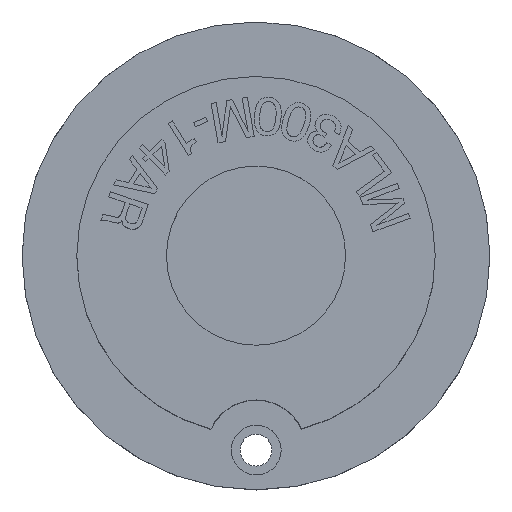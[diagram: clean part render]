
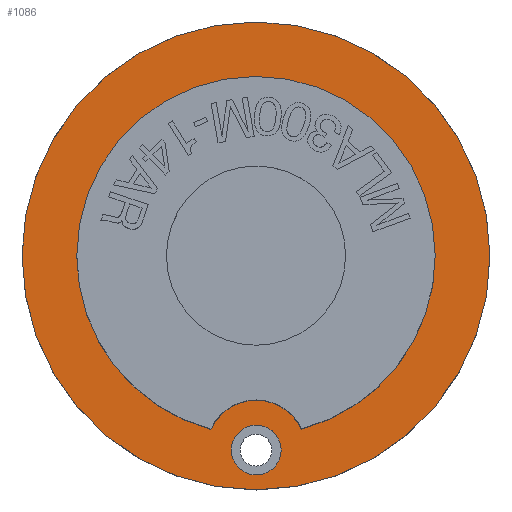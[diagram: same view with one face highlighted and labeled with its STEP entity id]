
A CAD part, top view. The second image highlights one B-rep face of the part: STEP entity #1086.
In plain terms, the highlighted planar face has unit normal (0, 0, 1).
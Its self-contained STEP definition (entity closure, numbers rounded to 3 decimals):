
#502 = VERTEX_POINT ( 'NONE', #2598 ) ;
#504 = EDGE_CURVE ( 'NONE', #511, #502, #2597, .T. ) ;
#511 = VERTEX_POINT ( 'NONE', #2586 ) ;
#556 = EDGE_CURVE ( 'NONE', #560, #558, #2691, .T. ) ;
#558 = VERTEX_POINT ( 'NONE', #2686 ) ;
#560 = VERTEX_POINT ( 'NONE', #2685 ) ;
#566 = EDGE_CURVE ( 'NONE', #567, #511, #2732, .T. ) ;
#567 = VERTEX_POINT ( 'NONE', #2727 ) ;
#1026 = VERTEX_POINT ( 'NONE', #4278 ) ;
#1028 = EDGE_CURVE ( 'NONE', #1035, #1026, #4277, .T. ) ;
#1035 = VERTEX_POINT ( 'NONE', #4325 ) ;
#1060 = ORIENTED_EDGE ( 'NONE', *, *, #1078, .F. ) ;
#1063 = EDGE_CURVE ( 'NONE', #502, #1083, #4351, .T. ) ;
#1070 = ORIENTED_EDGE ( 'NONE', *, *, #1063, .T. ) ;
#1071 = EDGE_LOOP ( 'NONE', ( #1060, #7000 ) ) ;
#1078 = EDGE_CURVE ( 'NONE', #558, #560, #4385, .T. ) ;
#1079 = EDGE_LOOP ( 'NONE', ( #1081, #1080, #1090, #1070 ) ) ;
#1080 = ORIENTED_EDGE ( 'NONE', *, *, #566, .T. ) ;
#1081 = ORIENTED_EDGE ( 'NONE', *, *, #1082, .F. ) ;
#1082 = EDGE_CURVE ( 'NONE', #567, #1083, #4381, .T. ) ;
#1083 = VERTEX_POINT ( 'NONE', #4376 ) ;
#1086 = ADVANCED_FACE ( 'NONE', ( #4375, #4374, #4373 ), #4372, .F. ) ;
#1090 = ORIENTED_EDGE ( 'NONE', *, *, #504, .T. ) ;
#1098 = EDGE_CURVE ( 'NONE', #1026, #1035, #4416, .T. ) ;
#2586 = CARTESIAN_POINT ( 'NONE',  ( -9., -0.01, 8.718 ) ) ;
#2593 = DIRECTION ( 'NONE',  ( -1., -0.001, 0. ) ) ;
#2594 = DIRECTION ( 'NONE',  ( 0., 0., -1. ) ) ;
#2595 = CARTESIAN_POINT ( 'NONE',  ( 0., 0., 8.718 ) ) ;
#2596 = AXIS2_PLACEMENT_3D ( 'NONE', #2595, #2594, #2593 ) ;
#2597 = CIRCLE ( 'NONE', #2596, 9. ) ;
#2598 = CARTESIAN_POINT ( 'NONE',  ( 9., 0.01, 8.718 ) ) ;
#2685 = CARTESIAN_POINT ( 'NONE',  ( -1.239, -9.751, 8.718 ) ) ;
#2686 = CARTESIAN_POINT ( 'NONE',  ( 1.261, -9.749, 8.718 ) ) ;
#2687 = DIRECTION ( 'NONE',  ( 1., 0.001, 0. ) ) ;
#2688 = DIRECTION ( 'NONE',  ( 0., 0., 1. ) ) ;
#2689 = CARTESIAN_POINT ( 'NONE',  ( 0.011, -9.75, 8.718 ) ) ;
#2690 = AXIS2_PLACEMENT_3D ( 'NONE', #2689, #2688, #2687 ) ;
#2691 = CIRCLE ( 'NONE', #2690, 1.25 ) ;
#2727 = CARTESIAN_POINT ( 'NONE',  ( -2.263, -8.711, 8.718 ) ) ;
#2728 = DIRECTION ( 'NONE',  ( -1., -0.001, 0. ) ) ;
#2729 = DIRECTION ( 'NONE',  ( 0., 0., -1. ) ) ;
#2730 = CARTESIAN_POINT ( 'NONE',  ( 0., 0., 8.718 ) ) ;
#2731 = AXIS2_PLACEMENT_3D ( 'NONE', #2730, #2729, #2728 ) ;
#2732 = CIRCLE ( 'NONE', #2731, 9. ) ;
#4273 = DIRECTION ( 'NONE',  ( 1., 0.001, 0. ) ) ;
#4274 = DIRECTION ( 'NONE',  ( 0., 0., -1. ) ) ;
#4275 = CARTESIAN_POINT ( 'NONE',  ( 0., 0., 8.718 ) ) ;
#4276 = AXIS2_PLACEMENT_3D ( 'NONE', #4275, #4274, #4273 ) ;
#4277 = CIRCLE ( 'NONE', #4276, 11.75 ) ;
#4278 = CARTESIAN_POINT ( 'NONE',  ( 11.75, 0.013, 8.718 ) ) ;
#4325 = CARTESIAN_POINT ( 'NONE',  ( -11.75, -0.013, 8.718 ) ) ;
#4347 = DIRECTION ( 'NONE',  ( -1., -0.001, 0. ) ) ;
#4348 = DIRECTION ( 'NONE',  ( 0., 0., -1. ) ) ;
#4349 = CARTESIAN_POINT ( 'NONE',  ( 0., 0., 8.718 ) ) ;
#4350 = AXIS2_PLACEMENT_3D ( 'NONE', #4349, #4348, #4347 ) ;
#4351 = CIRCLE ( 'NONE', #4350, 9. ) ;
#4367 = DIRECTION ( 'NONE',  ( -1., -0.001, 0. ) ) ;
#4368 = DIRECTION ( 'NONE',  ( 0., 0., -1. ) ) ;
#4369 = CARTESIAN_POINT ( 'NONE',  ( 11.904, -11.878, 8.718 ) ) ;
#4371 = AXIS2_PLACEMENT_3D ( 'NONE', #4369, #4368, #4367 ) ;
#4372 = PLANE ( 'NONE',  #4371 ) ;
#4373 = FACE_OUTER_BOUND ( 'NONE', #7049, .T. ) ;
#4374 = FACE_BOUND ( 'NONE', #1071, .T. ) ;
#4375 = FACE_BOUND ( 'NONE', #1079, .T. ) ;
#4376 = CARTESIAN_POINT ( 'NONE',  ( 2.282, -8.706, 8.718 ) ) ;
#4377 = DIRECTION ( 'NONE',  ( -1., -0.001, 0. ) ) ;
#4378 = DIRECTION ( 'NONE',  ( 0., 0., -1. ) ) ;
#4379 = CARTESIAN_POINT ( 'NONE',  ( 0.011, -9.75, 8.718 ) ) ;
#4380 = AXIS2_PLACEMENT_3D ( 'NONE', #4379, #4378, #4377 ) ;
#4381 = CIRCLE ( 'NONE', #4380, 2.5 ) ;
#4382 = DIRECTION ( 'NONE',  ( 1., 0.001, 0. ) ) ;
#4383 = DIRECTION ( 'NONE',  ( 0., 0., 1. ) ) ;
#4384 = AXIS2_PLACEMENT_3D ( 'NONE', #4389, #4383, #4382 ) ;
#4385 = CIRCLE ( 'NONE', #4384, 1.25 ) ;
#4389 = CARTESIAN_POINT ( 'NONE',  ( 0.011, -9.75, 8.718 ) ) ;
#4412 = DIRECTION ( 'NONE',  ( 1., 0.001, 0. ) ) ;
#4413 = DIRECTION ( 'NONE',  ( 0., 0., -1. ) ) ;
#4414 = CARTESIAN_POINT ( 'NONE',  ( 0., 0., 8.718 ) ) ;
#4415 = AXIS2_PLACEMENT_3D ( 'NONE', #4414, #4413, #4412 ) ;
#4416 = CIRCLE ( 'NONE', #4415, 11.75 ) ;
#7000 = ORIENTED_EDGE ( 'NONE', *, *, #556, .F. ) ;
#7003 = ORIENTED_EDGE ( 'NONE', *, *, #1098, .F. ) ;
#7049 = EDGE_LOOP ( 'NONE', ( #7003, #7065 ) ) ;
#7065 = ORIENTED_EDGE ( 'NONE', *, *, #1028, .F. ) ;
